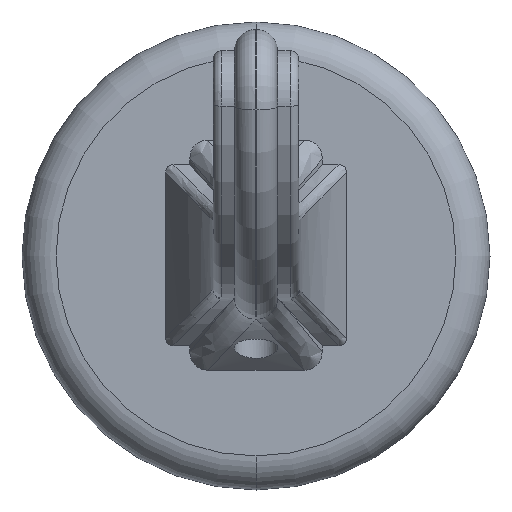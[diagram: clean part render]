
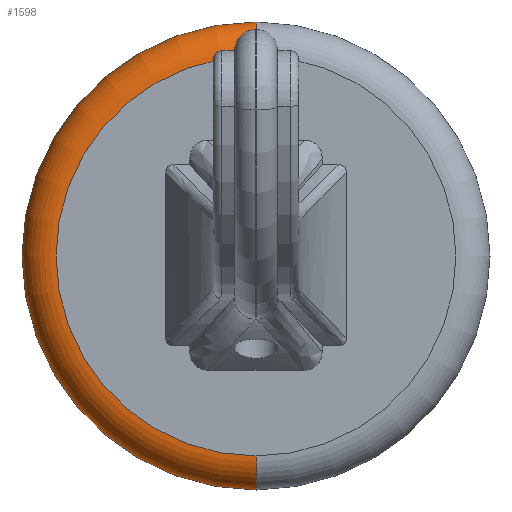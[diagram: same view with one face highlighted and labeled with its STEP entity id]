
A CAD part, front view. The second image highlights one B-rep face of the part: STEP entity #1598.
In plain terms, the highlighted toroidal (fillet/blend) face has major radius 23.482 mm and minor radius 4.013 mm.
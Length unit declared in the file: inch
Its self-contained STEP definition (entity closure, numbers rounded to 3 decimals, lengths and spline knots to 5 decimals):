
#10=CARTESIAN_POINT('',(0.,0.058,-0.004));
#11=DIRECTION('',(0.,-1.,0.));
#12=DIRECTION('',(0.,0.,1.));
#13=AXIS2_PLACEMENT_3D('',#10,#11,#12);
#15=CARTESIAN_POINT('',(0.,0.058,-0.004));
#16=DIRECTION('',(0.,-1.,0.));
#17=DIRECTION('',(-1.,0.,0.));
#18=AXIS2_PLACEMENT_3D('',#15,#16,#17);
#20=CARTESIAN_POINT('',(0.,0.216,0.9205));
#21=DIRECTION('',(-1.,0.,0.));
#22=DIRECTION('',(0.,-1.,0.003));
#23=AXIS2_PLACEMENT_3D('',#20,#21,#22);
#25=CARTESIAN_POINT('',(0.,0.216,-0.9285));
#26=DIRECTION('',(-1.,0.,0.));
#27=DIRECTION('',(0.,0.,-1.));
#28=AXIS2_PLACEMENT_3D('',#25,#26,#27);
#58=CARTESIAN_POINT('',(0.,0.216,-0.004));
#59=DIRECTION('',(0.,-1.,0.));
#60=DIRECTION('',(0.,0.,1.));
#61=AXIS2_PLACEMENT_3D('',#58,#59,#60);
#63=CARTESIAN_POINT('',(0.,0.216,-0.004));
#64=DIRECTION('',(0.,-1.,0.));
#65=DIRECTION('',(-1.,0.,0.));
#66=AXIS2_PLACEMENT_3D('',#63,#64,#65);
#1272=CARTESIAN_POINT('',(0.,0.058,-0.929));
#1274=VERTEX_POINT('',#1272);
#1279=CARTESIAN_POINT('',(0.,0.058,0.921));
#1280=VERTEX_POINT('',#1279);
#1283=CARTESIAN_POINT('',(-0.925,0.058,-0.004));
#1284=VERTEX_POINT('',#1283);
#1285=CARTESIAN_POINT('',(0.,0.216,1.0785));
#1286=VERTEX_POINT('',#1285);
#1287=CARTESIAN_POINT('',(0.,0.216,-1.0865));
#1288=VERTEX_POINT('',#1287);
#1301=CARTESIAN_POINT('',(-1.0825,0.216,-0.004));
#1302=VERTEX_POINT('',#1301);
#1581=CARTESIAN_POINT('',(0.,0.216,-0.004));
#1582=DIRECTION('',(0.,-1.,0.));
#1583=DIRECTION('',(1.,0.,0.));
#1584=AXIS2_PLACEMENT_3D('',#1581,#1582,#1583);
#1585=TOROIDAL_SURFACE('',#1584,0.9245,0.158);
#1587=ORIENTED_EDGE('',*,*,#1586,.F.);
#1588=ORIENTED_EDGE('',*,*,#1571,.T.);
#1589=ORIENTED_EDGE('',*,*,#1569,.T.);
#1591=ORIENTED_EDGE('',*,*,#1590,.F.);
#1593=ORIENTED_EDGE('',*,*,#1592,.F.);
#1595=ORIENTED_EDGE('',*,*,#1594,.F.);
#1596=EDGE_LOOP('',(#1587,#1588,#1589,#1591,#1593,#1595));
#1597=FACE_OUTER_BOUND('',#1596,.F.);
#1598=ADVANCED_FACE('',(#1597),#1585,.T.);
#14=CIRCLE('',#13,0.925);
#19=CIRCLE('',#18,0.925);
#24=CIRCLE('',#23,0.158);
#29=CIRCLE('',#28,0.158);
#62=CIRCLE('',#61,1.0825);
#67=CIRCLE('',#66,1.0825);
#1569=EDGE_CURVE('',#1284,#1274,#19,.T.);
#1571=EDGE_CURVE('',#1280,#1284,#14,.T.);
#1586=EDGE_CURVE('',#1280,#1286,#24,.T.);
#1590=EDGE_CURVE('',#1288,#1274,#29,.T.);
#1592=EDGE_CURVE('',#1302,#1288,#67,.T.);
#1594=EDGE_CURVE('',#1286,#1302,#62,.T.);
